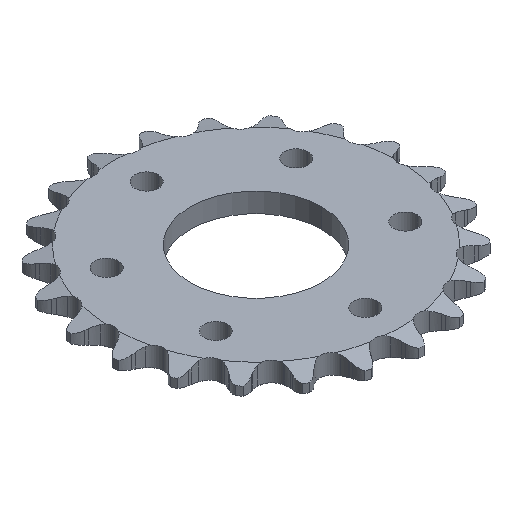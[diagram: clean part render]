
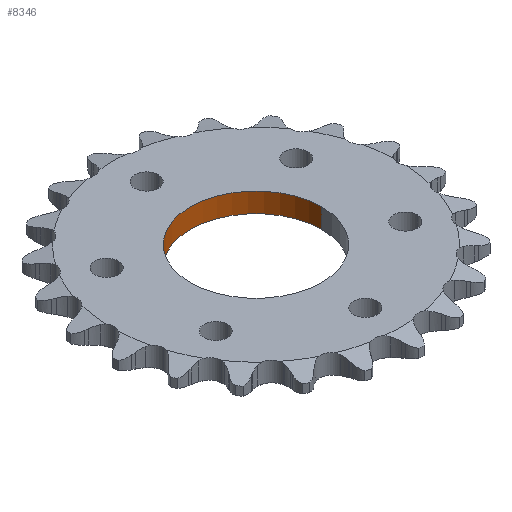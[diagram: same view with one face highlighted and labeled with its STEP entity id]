
A CAD part, isometric view. The second image highlights one B-rep face of the part: STEP entity #8346.
In plain terms, the highlighted cylindrical face has radius 14.287 mm (diameter 28.575 mm), a partial arc.
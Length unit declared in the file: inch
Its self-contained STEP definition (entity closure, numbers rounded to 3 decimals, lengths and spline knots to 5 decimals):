
#250 = VERTEX_POINT ( 'NONE', #3509 ) ;
#258 = CIRCLE ( 'NONE', #8324, 0.5625 ) ;
#327 = LINE ( 'NONE', #6712, #5744 ) ;
#668 = CARTESIAN_POINT ( 'NONE',  ( -0.5625, 0., -0.084 ) ) ;
#775 = VERTEX_POINT ( 'NONE', #1358 ) ;
#862 = EDGE_LOOP ( 'NONE', ( #2632, #7600, #7904, #3583 ) ) ;
#1070 = CARTESIAN_POINT ( 'NONE',  ( 0., 0., -0.084 ) ) ;
#1256 = EDGE_CURVE ( 'NONE', #250, #3896, #327, .T. ) ;
#1358 = CARTESIAN_POINT ( 'NONE',  ( -0.5625, 0., 0.084 ) ) ;
#1647 = EDGE_CURVE ( 'NONE', #3466, #775, #8514, .T. ) ;
#2632 = ORIENTED_EDGE ( 'NONE', *, *, #1647, .F. ) ;
#3466 = VERTEX_POINT ( 'NONE', #668 ) ;
#3509 = CARTESIAN_POINT ( 'NONE',  ( 0.5625, 0., -0.084 ) ) ;
#3583 = ORIENTED_EDGE ( 'NONE', *, *, #3814, .T. ) ;
#3735 = CARTESIAN_POINT ( 'NONE',  ( 0., 0., -0.084 ) ) ;
#3814 = EDGE_CURVE ( 'NONE', #3896, #775, #258, .T. ) ;
#3896 = VERTEX_POINT ( 'NONE', #4073 ) ;
#3927 = EDGE_CURVE ( 'NONE', #250, #3466, #8652, .T. ) ;
#4073 = CARTESIAN_POINT ( 'NONE',  ( 0.5625, 0., 0.084 ) ) ;
#4187 = AXIS2_PLACEMENT_3D ( 'NONE', #1070, #5280, #8811 ) ;
#4496 = DIRECTION ( 'NONE',  ( 1., 0., 0. ) ) ;
#4962 = VECTOR ( 'NONE', #6976, 39.37008 ) ;
#5280 = DIRECTION ( 'NONE',  ( 0., 0., 1. ) ) ;
#5736 = AXIS2_PLACEMENT_3D ( 'NONE', #3735, #6651, #4496 ) ;
#5744 = VECTOR ( 'NONE', #7493, 39.37008 ) ;
#6571 = CYLINDRICAL_SURFACE ( 'NONE', #5736, 0.5625 ) ;
#6651 = DIRECTION ( 'NONE',  ( 0., 0., 1. ) ) ;
#6712 = CARTESIAN_POINT ( 'NONE',  ( 0.5625, 0., -0.084 ) ) ;
#6976 = DIRECTION ( 'NONE',  ( 0., 0., 1. ) ) ;
#7493 = DIRECTION ( 'NONE',  ( 0., 0., 1. ) ) ;
#7600 = ORIENTED_EDGE ( 'NONE', *, *, #3927, .F. ) ;
#7904 = ORIENTED_EDGE ( 'NONE', *, *, #1256, .T. ) ;
#8120 = DIRECTION ( 'NONE',  ( 1., 0., 0. ) ) ;
#8324 = AXIS2_PLACEMENT_3D ( 'NONE', #8923, #8890, #8120 ) ;
#8346 = ADVANCED_FACE ( 'NONE', ( #8985 ), #6571, .F. ) ;
#8440 = CARTESIAN_POINT ( 'NONE',  ( -0.5625, 0., -0.084 ) ) ;
#8514 = LINE ( 'NONE', #8440, #4962 ) ;
#8652 = CIRCLE ( 'NONE', #4187, 0.5625 ) ;
#8811 = DIRECTION ( 'NONE',  ( 1., 0., 0. ) ) ;
#8890 = DIRECTION ( 'NONE',  ( 0., 0., 1. ) ) ;
#8923 = CARTESIAN_POINT ( 'NONE',  ( 0., 0., 0.084 ) ) ;
#8985 = FACE_OUTER_BOUND ( 'NONE', #862, .T. ) ;
